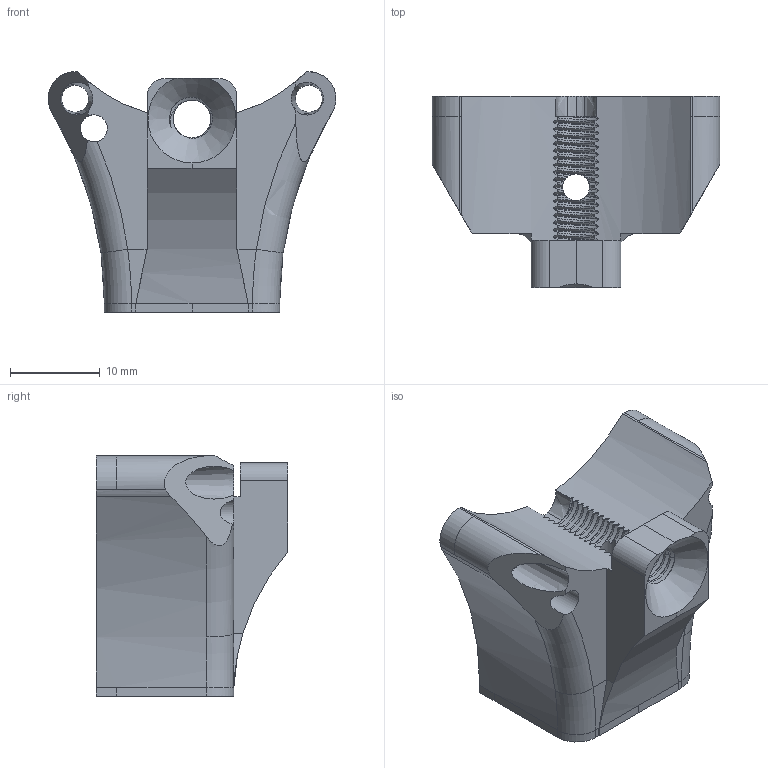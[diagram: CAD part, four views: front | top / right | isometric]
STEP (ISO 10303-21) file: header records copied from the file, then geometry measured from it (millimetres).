
FILE_DESCRIPTION(('FreeCAD Model'),'2;1');
FILE_NAME('Open CASCADE Shape Model','2024-02-14T13:26:53',(''),(''), 'Open CASCADE STEP processor 7.7','FreeCAD','Unknown');
FILE_SCHEMA(('AUTOMOTIVE_DESIGN { 1 0 10303 214 1 1 1 1 }'));
Length unit declared in the file: millimetre
Products named in the file (1): lock_for_nema
Bounding box: 32 x 21.25 x 26.75 mm (x, y, z)
Volume: 8425 mm3; surface area: 3601.8 mm2
Topology: 1 solids, 1 shells, 245 faces, 635 edges, 385 vertices
Faces by surface type: bspline 128, cylinder 64, plane 38, extrusion 8, torus 4, cone 3
Full cylindrical faces by diameter (mm): 3 x6, 4.2 x2
Entity records: 51136 total; most frequent: CARTESIAN_POINT 40369, DIRECTION 1290, ORIENTED_EDGE 1270, PCURVE 1270, DEFINITIONAL_REPRESENTATION 1270, B_SPLINE_CURVE_WITH_KNOTS 902, VECTOR 893, LINE 885
